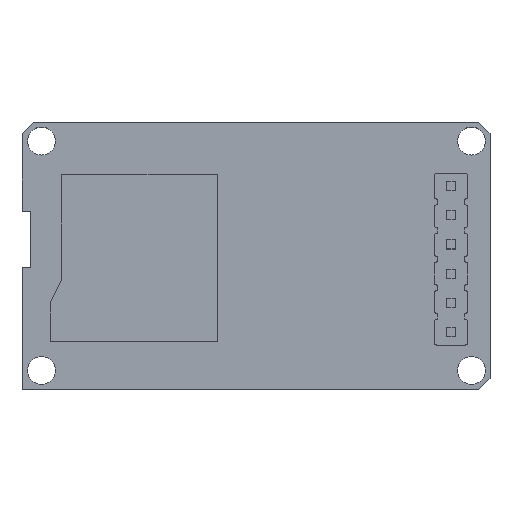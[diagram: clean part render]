
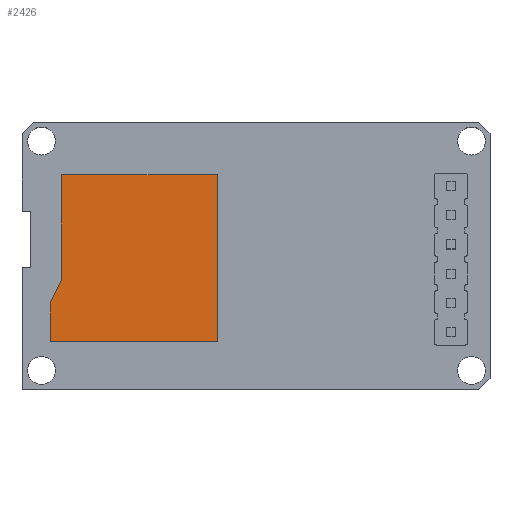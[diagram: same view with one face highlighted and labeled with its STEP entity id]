
A CAD part, top view. The second image highlights one B-rep face of the part: STEP entity #2426.
In plain terms, the highlighted planar face has unit normal (0, 0, 1).
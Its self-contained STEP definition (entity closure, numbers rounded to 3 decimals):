
#41 = ORIENTED_EDGE ( 'NONE', *, *, #2264, .T. ) ;
#58 = CARTESIAN_POINT ( 'NONE',  ( -15.084, -3.2, 3.4 ) ) ;
#75 = PLANE ( 'NONE',  #1199 ) ;
#98 = ORIENTED_EDGE ( 'NONE', *, *, #317, .T. ) ;
#137 = VECTOR ( 'NONE', #2320, 1000. ) ;
#191 = CARTESIAN_POINT ( 'NONE',  ( -14.084, -1.2, 3.4 ) ) ;
#217 = EDGE_LOOP ( 'NONE', ( #1381, #3212, #2483, #1758, #41, #98 ) ) ;
#317 = EDGE_CURVE ( 'NONE', #323, #1269, #2339, .T. ) ;
#323 = VERTEX_POINT ( 'NONE', #191 ) ;
#408 = DIRECTION ( 'NONE',  ( 0., -1., 0. ) ) ;
#498 = VERTEX_POINT ( 'NONE', #3453 ) ;
#613 = FACE_OUTER_BOUND ( 'NONE', #217, .T. ) ;
#771 = DIRECTION ( 'NONE',  ( 1., 0., 0. ) ) ;
#777 = CARTESIAN_POINT ( 'NONE',  ( 0., 0., 3.4 ) ) ;
#843 = DIRECTION ( 'NONE',  ( 0., 1., 0. ) ) ;
#849 = CARTESIAN_POINT ( 'NONE',  ( -0.084, -6.7, 3.4 ) ) ;
#908 = VECTOR ( 'NONE', #3414, 1000. ) ;
#1032 = LINE ( 'NONE', #2661, #2100 ) ;
#1115 = DIRECTION ( 'NONE',  ( 0., -1., 0. ) ) ;
#1199 = AXIS2_PLACEMENT_3D ( 'NONE', #777, #1950, #2981 ) ;
#1220 = CARTESIAN_POINT ( 'NONE',  ( -0.084, 8.3, 3.4 ) ) ;
#1269 = VERTEX_POINT ( 'NONE', #58 ) ;
#1381 = ORIENTED_EDGE ( 'NONE', *, *, #1683, .T. ) ;
#1407 = LINE ( 'NONE', #3125, #2152 ) ;
#1418 = CARTESIAN_POINT ( 'NONE',  ( -0.084, -6.7, 3.4 ) ) ;
#1628 = CARTESIAN_POINT ( 'NONE',  ( -15.084, -3.2, 3.4 ) ) ;
#1644 = LINE ( 'NONE', #1628, #2035 ) ;
#1683 = EDGE_CURVE ( 'NONE', #1269, #498, #1644, .T. ) ;
#1758 = ORIENTED_EDGE ( 'NONE', *, *, #2007, .T. ) ;
#1950 = DIRECTION ( 'NONE',  ( 0., 0., 1. ) ) ;
#2007 = EDGE_CURVE ( 'NONE', #3078, #3272, #2601, .T. ) ;
#2025 = CARTESIAN_POINT ( 'NONE',  ( -0.084, 8.3, 3.4 ) ) ;
#2035 = VECTOR ( 'NONE', #1115, 1000. ) ;
#2100 = VECTOR ( 'NONE', #771, 1000. ) ;
#2152 = VECTOR ( 'NONE', #408, 1000. ) ;
#2167 = CARTESIAN_POINT ( 'NONE',  ( -14.084, 8.3, 3.4 ) ) ;
#2191 = LINE ( 'NONE', #1418, #2655 ) ;
#2264 = EDGE_CURVE ( 'NONE', #3272, #323, #1407, .T. ) ;
#2320 = DIRECTION ( 'NONE',  ( -1., 0., 0. ) ) ;
#2339 = LINE ( 'NONE', #2850, #908 ) ;
#2426 = ADVANCED_FACE ( 'NONE', ( #613 ), #75, .T. ) ;
#2483 = ORIENTED_EDGE ( 'NONE', *, *, #2514, .T. ) ;
#2514 = EDGE_CURVE ( 'NONE', #3284, #3078, #2191, .T. ) ;
#2601 = LINE ( 'NONE', #2025, #137 ) ;
#2655 = VECTOR ( 'NONE', #843, 1000. ) ;
#2661 = CARTESIAN_POINT ( 'NONE',  ( -15.084, -6.7, 3.4 ) ) ;
#2792 = EDGE_CURVE ( 'NONE', #498, #3284, #1032, .T. ) ;
#2850 = CARTESIAN_POINT ( 'NONE',  ( -14.084, -1.2, 3.4 ) ) ;
#2981 = DIRECTION ( 'NONE',  ( 1., 0., 0. ) ) ;
#3078 = VERTEX_POINT ( 'NONE', #1220 ) ;
#3125 = CARTESIAN_POINT ( 'NONE',  ( -14.084, 8.3, 3.4 ) ) ;
#3212 = ORIENTED_EDGE ( 'NONE', *, *, #2792, .T. ) ;
#3272 = VERTEX_POINT ( 'NONE', #2167 ) ;
#3284 = VERTEX_POINT ( 'NONE', #849 ) ;
#3414 = DIRECTION ( 'NONE',  ( -0.447, -0.894, 0. ) ) ;
#3453 = CARTESIAN_POINT ( 'NONE',  ( -15.084, -6.7, 3.4 ) ) ;
